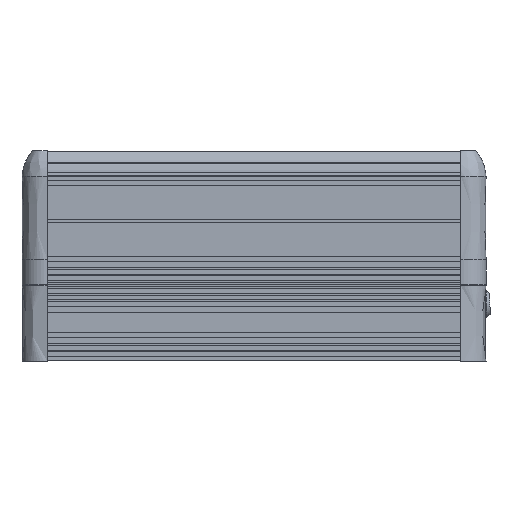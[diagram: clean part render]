
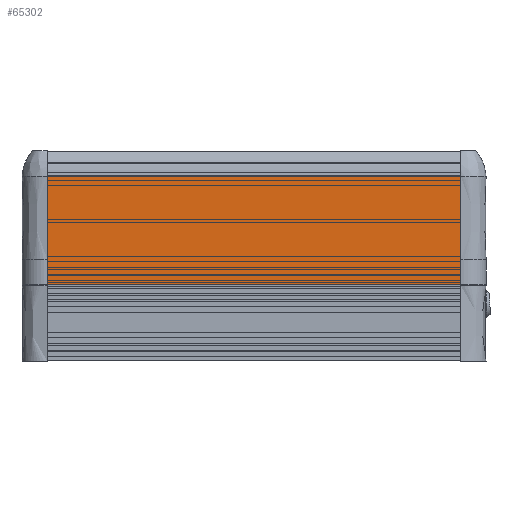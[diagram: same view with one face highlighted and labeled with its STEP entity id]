
A CAD part, front view. The second image highlights one B-rep face of the part: STEP entity #65302.
In plain terms, the highlighted planar face has unit normal (0, -1, 0).
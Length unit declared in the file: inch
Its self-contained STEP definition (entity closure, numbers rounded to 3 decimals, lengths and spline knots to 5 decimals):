
#2211 = ORIENTED_EDGE ( 'NONE', *, *, #28703, .T. ) ;
#2775 = ORIENTED_EDGE ( 'NONE', *, *, #5385, .F. ) ;
#3988 = CARTESIAN_POINT ( 'NONE',  ( 7.43728, -13.57204, 27.59905 ) ) ;
#4877 = CARTESIAN_POINT ( 'NONE',  ( -11.75417, -13.57204, 27.59905 ) ) ;
#5385 = EDGE_CURVE ( 'NONE', #59178, #86507, #15644, .T. ) ;
#11908 = CARTESIAN_POINT ( 'NONE',  ( 7.43728, -13.57204, 22.57937 ) ) ;
#12444 = DIRECTION ( 'NONE',  ( 0., 1., 0. ) ) ;
#12929 = DIRECTION ( 'NONE',  ( 0., 0., 1. ) ) ;
#13059 = VECTOR ( 'NONE', #47125, 39.37008 ) ;
#14376 = PLANE ( 'NONE',  #78840 ) ;
#15644 = LINE ( 'NONE', #29698, #16998 ) ;
#16998 = VECTOR ( 'NONE', #30637, 39.37008 ) ;
#28703 = EDGE_CURVE ( 'NONE', #72953, #81217, #83431, .T. ) ;
#29698 = CARTESIAN_POINT ( 'NONE',  ( -11.91352, -13.57204, 27.59905 ) ) ;
#30637 = DIRECTION ( 'NONE',  ( 1., 0., 0. ) ) ;
#35108 = ORIENTED_EDGE ( 'NONE', *, *, #62910, .F. ) ;
#37810 = DIRECTION ( 'NONE',  ( 0., 0., -1. ) ) ;
#41326 = LINE ( 'NONE', #87250, #59829 ) ;
#42665 = CARTESIAN_POINT ( 'NONE',  ( -11.75417, -13.57204, 22.57937 ) ) ;
#44109 = EDGE_LOOP ( 'NONE', ( #74885, #2211, #35108, #2775 ) ) ;
#47125 = DIRECTION ( 'NONE',  ( 1., 0., 0. ) ) ;
#53816 = VECTOR ( 'NONE', #37810, 39.37008 ) ;
#56745 = DIRECTION ( 'NONE',  ( 0., 0., 1. ) ) ;
#59178 = VERTEX_POINT ( 'NONE', #4877 ) ;
#59829 = VECTOR ( 'NONE', #56745, 39.37008 ) ;
#61705 = EDGE_CURVE ( 'NONE', #72953, #59178, #41326, .T. ) ;
#62910 = EDGE_CURVE ( 'NONE', #86507, #81217, #94897, .T. ) ;
#65302 = ADVANCED_FACE ( 'NONE', ( #78711 ), #14376, .F. ) ;
#69348 = CARTESIAN_POINT ( 'NONE',  ( 7.59663, -13.57204, 22.57937 ) ) ;
#72953 = VERTEX_POINT ( 'NONE', #42665 ) ;
#74053 = CARTESIAN_POINT ( 'NONE',  ( 7.43728, -13.57204, 27.61081 ) ) ;
#74885 = ORIENTED_EDGE ( 'NONE', *, *, #61705, .F. ) ;
#78711 = FACE_OUTER_BOUND ( 'NONE', #44109, .T. ) ;
#78840 = AXIS2_PLACEMENT_3D ( 'NONE', #94220, #12444, #12929 ) ;
#81217 = VERTEX_POINT ( 'NONE', #11908 ) ;
#83431 = LINE ( 'NONE', #69348, #13059 ) ;
#86507 = VERTEX_POINT ( 'NONE', #3988 ) ;
#87250 = CARTESIAN_POINT ( 'NONE',  ( -11.75417, -13.57204, 27.61081 ) ) ;
#94220 = CARTESIAN_POINT ( 'NONE',  ( -11.91352, -13.57204, 27.59905 ) ) ;
#94897 = LINE ( 'NONE', #74053, #53816 ) ;
